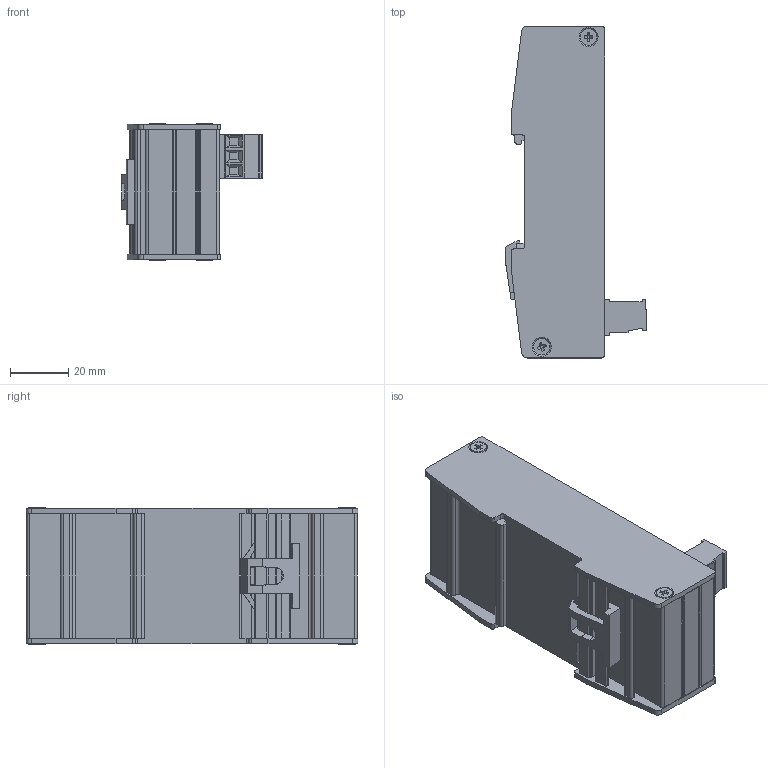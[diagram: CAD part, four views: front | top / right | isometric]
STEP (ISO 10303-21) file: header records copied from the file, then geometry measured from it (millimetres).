
FILE_DESCRIPTION(/* description */ (''),/* implementation_level */ '2;1');
FILE_NAME(/* name */ '100560962ugm000_b.stp',/* time_stamp */ '2014-04-08T07:22:55+02:00',/* author */ (''),/* organization */ (''),/* preprocessor_version */ 'ST-DEVELOPER v15',/* originating_system */ 'SIEMENS PLM Software NX 8.5',/* authorisation */ '');
FILE_SCHEMA (('AUTOMOTIVE_DESIGN { 1 0 10303 214 3 1 1 1 }'));
Products named in the file (1): 100560962ugm000_b
Bounding box: 48.2 x 113.5 x 46.7 mm (x, y, z)
Volume: 132827.8 mm3; surface area: 28773 mm2
Topology: 1 solids, 1 shells, 1193 faces, 4436 edges, 4344 vertices
Faces by surface type: plane 937, cylinder 220, sphere 20, cone 8, torus 6, extrusion 2
Full cylindrical faces by diameter (mm): 0.55 x1, 0.65 x1, 4 x3, 5.6 x4
Entity records: 57103 total; most frequent: CARTESIAN_POINT 12258, ORIENTED_EDGE 6602, DIRECTION 5827, EDGE_CURVE 3301, VECTOR 2803, LINE 2801, PRESENTATION_STYLE_ASSIGNMENT 2288, VERTEX_POINT 2154
